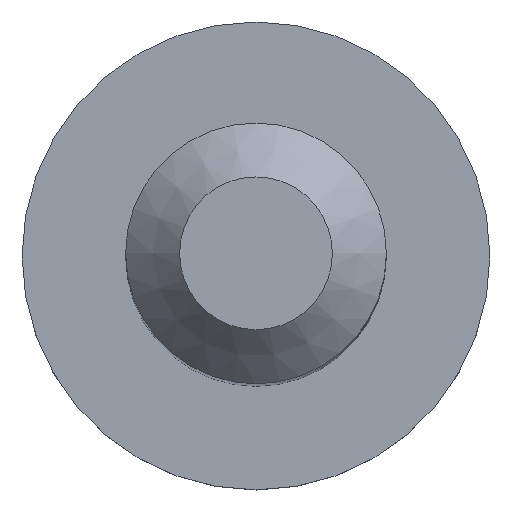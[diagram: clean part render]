
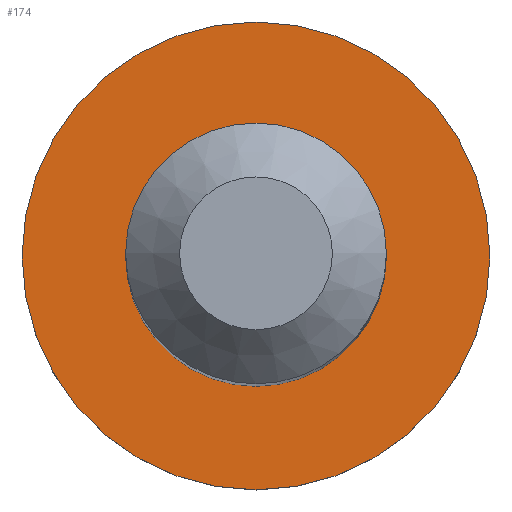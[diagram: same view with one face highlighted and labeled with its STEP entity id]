
A CAD part, top view. The second image highlights one B-rep face of the part: STEP entity #174.
In plain terms, the highlighted planar face has unit normal (0, 0, 1).
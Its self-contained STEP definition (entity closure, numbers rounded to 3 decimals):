
#111 = CYLINDRICAL_SURFACE('',#112,0.51);
#112 = AXIS2_PLACEMENT_3D('',#113,#114,#115);
#113 = CARTESIAN_POINT('',(0.,0.,5.659));
#114 = DIRECTION('',(0.,0.,-1.));
#115 = DIRECTION('',(1.,0.,0.));
#128 = VERTEX_POINT('',#129);
#129 = CARTESIAN_POINT('',(0.51,0.,0.));
#148 = EDGE_CURVE('',#128,#128,#149,.T.);
#149 = SURFACE_CURVE('',#150,(#155,#161),.PCURVE_S1.);
#150 = CIRCLE('',#151,0.51);
#151 = AXIS2_PLACEMENT_3D('',#152,#153,#154);
#152 = CARTESIAN_POINT('',(0.,0.,0.));
#153 = DIRECTION('',(0.,0.,-1.));
#154 = DIRECTION('',(1.,0.,0.));
#155 = PCURVE('',#111,#156);
#156 = DEFINITIONAL_REPRESENTATION('',(#157),#160);
#157 = B_SPLINE_CURVE_WITH_KNOTS('',1,(#158,#159),.UNSPECIFIED.,.F.,.F.,
  (2,2),(0.,6.283),.PIECEWISE_BEZIER_KNOTS.);
#158 = CARTESIAN_POINT('',(0.,5.659));
#159 = CARTESIAN_POINT('',(6.283,5.659));
#160 = ( GEOMETRIC_REPRESENTATION_CONTEXT(2) 
PARAMETRIC_REPRESENTATION_CONTEXT() REPRESENTATION_CONTEXT('2D SPACE',''
  ) );
#161 = PCURVE('',#162,#167);
#162 = PLANE('',#163);
#163 = AXIS2_PLACEMENT_3D('',#164,#165,#166);
#164 = CARTESIAN_POINT('',(0.,0.,0.));
#165 = DIRECTION('',(0.,0.,-1.));
#166 = DIRECTION('',(1.,-0.,-0.));
#167 = DEFINITIONAL_REPRESENTATION('',(#168),#172);
#168 = CIRCLE('',#169,0.51);
#169 = AXIS2_PLACEMENT_2D('',#170,#171);
#170 = CARTESIAN_POINT('',(0.,0.));
#171 = DIRECTION('',(1.,-0.));
#172 = ( GEOMETRIC_REPRESENTATION_CONTEXT(2) 
PARAMETRIC_REPRESENTATION_CONTEXT() REPRESENTATION_CONTEXT('2D SPACE',''
  ) );
#174 = ADVANCED_FACE('',(#175,#178),#162,.F.);
#175 = FACE_BOUND('',#176,.T.);
#176 = EDGE_LOOP('',(#177));
#177 = ORIENTED_EDGE('',*,*,#148,.T.);
#178 = FACE_BOUND('',#179,.T.);
#179 = EDGE_LOOP('',(#180));
#180 = ORIENTED_EDGE('',*,*,#181,.F.);
#181 = EDGE_CURVE('',#182,#182,#184,.T.);
#182 = VERTEX_POINT('',#183);
#183 = CARTESIAN_POINT('',(0.915,0.,0.));
#184 = SURFACE_CURVE('',#185,(#190,#197),.PCURVE_S1.);
#185 = CIRCLE('',#186,0.915);
#186 = AXIS2_PLACEMENT_3D('',#187,#188,#189);
#187 = CARTESIAN_POINT('',(0.,0.,0.));
#188 = DIRECTION('',(0.,0.,-1.));
#189 = DIRECTION('',(1.,0.,0.));
#190 = PCURVE('',#162,#191);
#191 = DEFINITIONAL_REPRESENTATION('',(#192),#196);
#192 = CIRCLE('',#193,0.915);
#193 = AXIS2_PLACEMENT_2D('',#194,#195);
#194 = CARTESIAN_POINT('',(0.,0.));
#195 = DIRECTION('',(1.,-0.));
#196 = ( GEOMETRIC_REPRESENTATION_CONTEXT(2) 
PARAMETRIC_REPRESENTATION_CONTEXT() REPRESENTATION_CONTEXT('2D SPACE',''
  ) );
#197 = PCURVE('',#198,#203);
#198 = CYLINDRICAL_SURFACE('',#199,0.915);
#199 = AXIS2_PLACEMENT_3D('',#200,#201,#202);
#200 = CARTESIAN_POINT('',(0.,0.,0.));
#201 = DIRECTION('',(0.,0.,-1.));
#202 = DIRECTION('',(1.,0.,0.));
#203 = DEFINITIONAL_REPRESENTATION('',(#204),#207);
#204 = B_SPLINE_CURVE_WITH_KNOTS('',1,(#205,#206),.UNSPECIFIED.,.F.,.F.,
  (2,2),(0.,6.283),.PIECEWISE_BEZIER_KNOTS.);
#205 = CARTESIAN_POINT('',(0.,0.));
#206 = CARTESIAN_POINT('',(6.283,0.));
#207 = ( GEOMETRIC_REPRESENTATION_CONTEXT(2) 
PARAMETRIC_REPRESENTATION_CONTEXT() REPRESENTATION_CONTEXT('2D SPACE',''
  ) );
